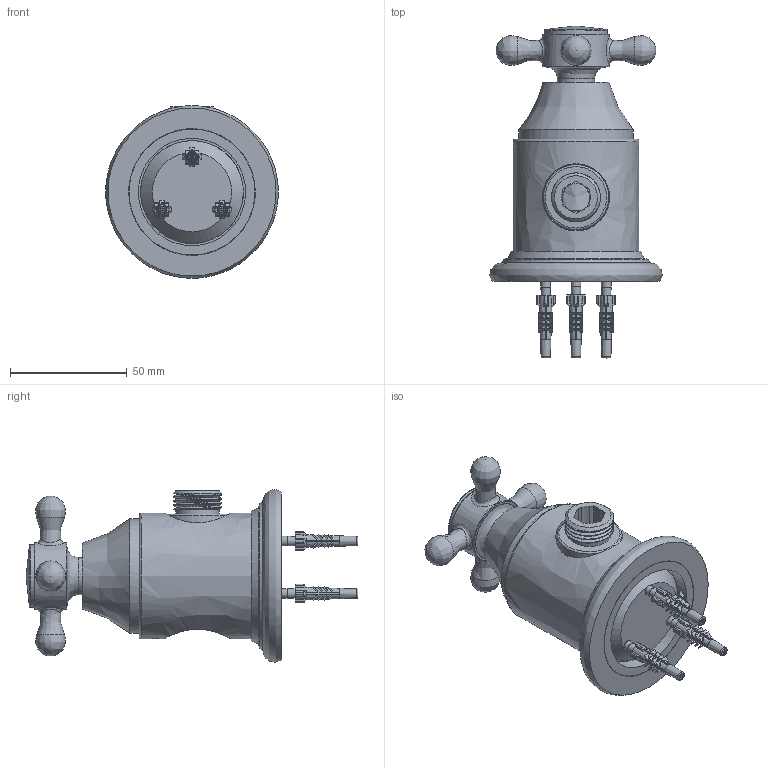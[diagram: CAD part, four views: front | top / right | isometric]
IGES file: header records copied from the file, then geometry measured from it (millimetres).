
Global section: file name: V241-TX; native system: Autodesk Inventor 2018; preprocessor: unknown; author: gwilkes; date: 20190709.083751; units: millimetre
Bounding box: 73.96 x 142.34 x 73.98 mm (x, y, z)
Volume: 171950.7 mm3; surface area: 82468.6 mm2
Topology: 33 solids, 33 shells, 1667 faces, 4856 edges, 3249 vertices
Faces by surface type: bspline 1667
